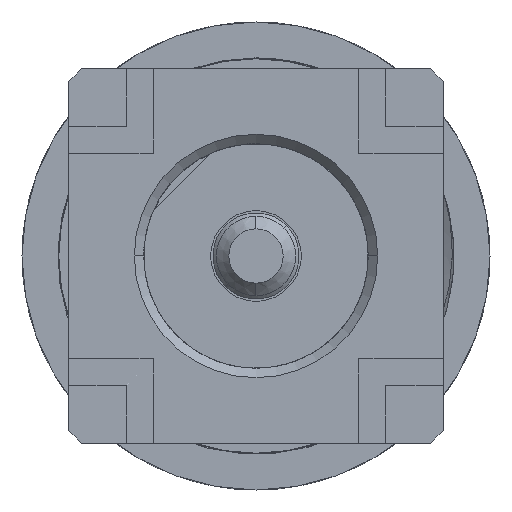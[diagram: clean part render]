
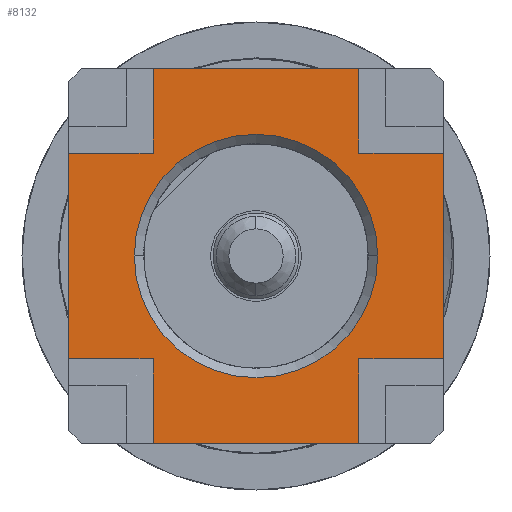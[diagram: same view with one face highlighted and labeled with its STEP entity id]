
A CAD part, left-side view. The second image highlights one B-rep face of the part: STEP entity #8132.
In plain terms, the highlighted planar face has unit normal (-1, 0, 0).
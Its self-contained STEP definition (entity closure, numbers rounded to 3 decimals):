
#371=DIRECTION('',(0.,-1.,0.));
#372=VECTOR('',#371,3.3);
#373=CARTESIAN_POINT('',(4.45,1.65,3.));
#374=LINE('',#373,#372);
#495=DIRECTION('',(0.,0.,-1.));
#496=VECTOR('',#495,3.3);
#497=CARTESIAN_POINT('',(4.45,-3.,1.65));
#498=LINE('',#497,#496);
#541=DIRECTION('',(0.,1.,0.));
#542=VECTOR('',#541,3.3);
#543=CARTESIAN_POINT('',(4.45,-1.65,-3.));
#544=LINE('',#543,#542);
#1741=DIRECTION('',(0.,0.,1.));
#1742=VECTOR('',#1741,3.3);
#1743=CARTESIAN_POINT('',(4.45,3.,-1.65));
#1744=LINE('',#1743,#1742);
#1849=DIRECTION('',(0.,-1.,0.));
#1850=VECTOR('',#1849,1.35);
#1851=CARTESIAN_POINT('',(4.45,3.,-1.65));
#1852=LINE('',#1851,#1850);
#1853=DIRECTION('',(0.,1.,0.));
#1854=VECTOR('',#1853,1.35);
#1855=CARTESIAN_POINT('',(4.45,1.65,1.65));
#1856=LINE('',#1855,#1854);
#1857=DIRECTION('',(0.,0.,-1.));
#1858=VECTOR('',#1857,1.35);
#1859=CARTESIAN_POINT('',(4.45,1.65,3.));
#1860=LINE('',#1859,#1858);
#1861=DIRECTION('',(0.,0.,1.));
#1862=VECTOR('',#1861,1.35);
#1863=CARTESIAN_POINT('',(4.45,-1.65,1.65));
#1864=LINE('',#1863,#1862);
#1865=DIRECTION('',(0.,1.,0.));
#1866=VECTOR('',#1865,1.35);
#1867=CARTESIAN_POINT('',(4.45,-3.,1.65));
#1868=LINE('',#1867,#1866);
#1869=DIRECTION('',(0.,-1.,0.));
#1870=VECTOR('',#1869,1.35);
#1871=CARTESIAN_POINT('',(4.45,-1.65,-1.65));
#1872=LINE('',#1871,#1870);
#1873=DIRECTION('',(0.,0.,1.));
#1874=VECTOR('',#1873,1.35);
#1875=CARTESIAN_POINT('',(4.45,-1.65,-3.));
#1876=LINE('',#1875,#1874);
#1877=DIRECTION('',(0.,0.,-1.));
#1878=VECTOR('',#1877,1.35);
#1879=CARTESIAN_POINT('',(4.45,1.65,-1.65));
#1880=LINE('',#1879,#1878);
#1881=CARTESIAN_POINT('',(4.45,0.,0.));
#1882=DIRECTION('',(-1.,0.,0.));
#1883=DIRECTION('',(0.,1.,0.));
#1884=AXIS2_PLACEMENT_3D('',#1881,#1882,#1883);
#1886=CARTESIAN_POINT('',(4.45,0.,0.));
#1887=DIRECTION('',(-1.,0.,0.));
#1888=DIRECTION('',(0.,-1.,0.));
#1889=AXIS2_PLACEMENT_3D('',#1886,#1887,#1888);
#2256=CARTESIAN_POINT('',(4.45,3.,-1.65));
#2257=CARTESIAN_POINT('',(4.45,1.65,-1.65));
#2258=VERTEX_POINT('',#2256);
#2259=VERTEX_POINT('',#2257);
#2260=CARTESIAN_POINT('',(4.45,1.65,-3.));
#2261=VERTEX_POINT('',#2260);
#2262=CARTESIAN_POINT('',(4.45,-1.65,-3.));
#2263=CARTESIAN_POINT('',(4.45,-1.65,-1.65));
#2264=VERTEX_POINT('',#2262);
#2265=VERTEX_POINT('',#2263);
#2266=CARTESIAN_POINT('',(4.45,-3.,-1.65));
#2267=VERTEX_POINT('',#2266);
#2272=CARTESIAN_POINT('',(4.45,1.95,0.));
#2273=CARTESIAN_POINT('',(4.45,-1.95,0.));
#2274=VERTEX_POINT('',#2272);
#2275=VERTEX_POINT('',#2273);
#2276=CARTESIAN_POINT('',(4.45,3.,1.65));
#2277=VERTEX_POINT('',#2276);
#2278=CARTESIAN_POINT('',(4.45,1.65,3.));
#2279=CARTESIAN_POINT('',(4.45,-1.65,3.));
#2280=VERTEX_POINT('',#2278);
#2281=VERTEX_POINT('',#2279);
#2282=CARTESIAN_POINT('',(4.45,-3.,1.65));
#2283=VERTEX_POINT('',#2282);
#2288=CARTESIAN_POINT('',(4.45,-1.65,1.65));
#2289=VERTEX_POINT('',#2288);
#2290=CARTESIAN_POINT('',(4.45,1.65,1.65));
#2291=VERTEX_POINT('',#2290);
#8100=CARTESIAN_POINT('',(4.45,0.,0.));
#8101=DIRECTION('',(-1.,0.,0.));
#8102=DIRECTION('',(0.,0.,1.));
#8103=AXIS2_PLACEMENT_3D('',#8100,#8101,#8102);
#8104=PLANE('',#8103);
#8105=ORIENTED_EDGE('',*,*,#8093,.F.);
#8106=ORIENTED_EDGE('',*,*,#7965,.T.);
#8108=ORIENTED_EDGE('',*,*,#8107,.F.);
#8110=ORIENTED_EDGE('',*,*,#8109,.F.);
#8111=ORIENTED_EDGE('',*,*,#2851,.T.);
#8113=ORIENTED_EDGE('',*,*,#8112,.F.);
#8115=ORIENTED_EDGE('',*,*,#8114,.F.);
#8116=ORIENTED_EDGE('',*,*,#2988,.T.);
#8118=ORIENTED_EDGE('',*,*,#8117,.F.);
#8120=ORIENTED_EDGE('',*,*,#8119,.F.);
#8121=ORIENTED_EDGE('',*,*,#3036,.T.);
#8123=ORIENTED_EDGE('',*,*,#8122,.F.);
#8124=EDGE_LOOP('',(#8105,#8106,#8108,#8110,#8111,#8113,#8115,#8116,#8118,#8120,
#8121,#8123));
#8125=FACE_OUTER_BOUND('',#8124,.F.);
#8127=ORIENTED_EDGE('',*,*,#8126,.T.);
#8129=ORIENTED_EDGE('',*,*,#8128,.T.);
#8130=EDGE_LOOP('',(#8127,#8129));
#8131=FACE_BOUND('',#8130,.F.);
#1885=CIRCLE('',#1884,1.95);
#1890=CIRCLE('',#1889,1.95);
#2851=EDGE_CURVE('',#2280,#2281,#374,.T.);
#2988=EDGE_CURVE('',#2283,#2267,#498,.T.);
#3036=EDGE_CURVE('',#2264,#2261,#544,.T.);
#7965=EDGE_CURVE('',#2258,#2277,#1744,.T.);
#8093=EDGE_CURVE('',#2258,#2259,#1852,.T.);
#8107=EDGE_CURVE('',#2291,#2277,#1856,.T.);
#8109=EDGE_CURVE('',#2280,#2291,#1860,.T.);
#8112=EDGE_CURVE('',#2289,#2281,#1864,.T.);
#8114=EDGE_CURVE('',#2283,#2289,#1868,.T.);
#8117=EDGE_CURVE('',#2265,#2267,#1872,.T.);
#8119=EDGE_CURVE('',#2264,#2265,#1876,.T.);
#8122=EDGE_CURVE('',#2259,#2261,#1880,.T.);
#8126=EDGE_CURVE('',#2274,#2275,#1885,.T.);
#8128=EDGE_CURVE('',#2275,#2274,#1890,.T.);
#8132=ADVANCED_FACE('',(#8125,#8131),#8104,.T.);
